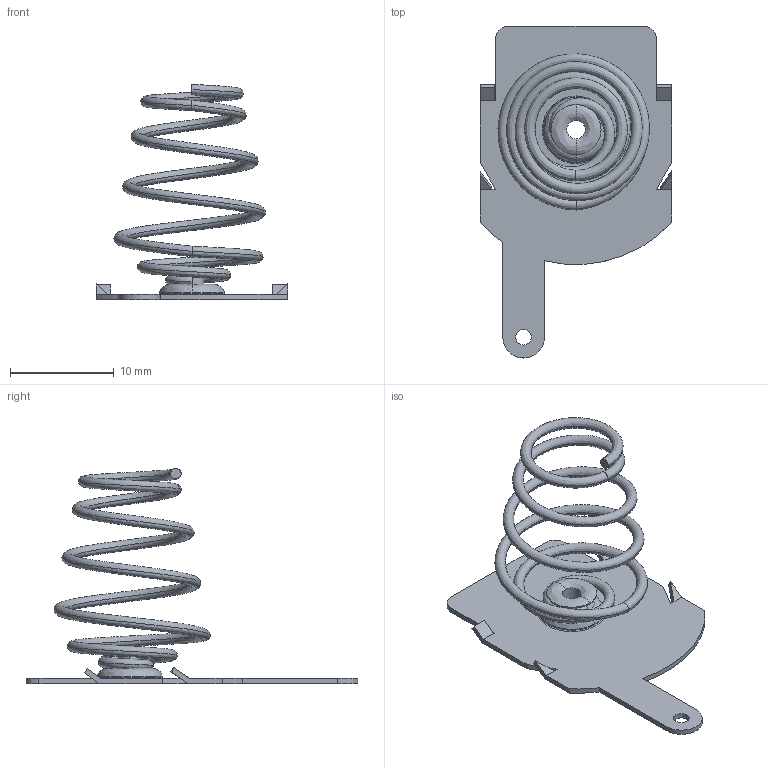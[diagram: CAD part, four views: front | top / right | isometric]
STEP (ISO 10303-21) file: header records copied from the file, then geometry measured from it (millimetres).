
FILE_DESCRIPTION (( 'STEP AP214' ), '1' );
FILE_NAME ('5251.STEP', '2024-07-15T10:41:02', ( '' ), ( '' ), 'SwSTEP 2.0', 'SolidWorks 2023', '' );
FILE_SCHEMA (( 'AUTOMOTIVE_DESIGN' ));
Length unit declared in the file: millimetre
Products named in the file (1): 5251
Bounding box: 18.5 x 32 x 20.75 mm (x, y, z)
Volume: 376.6 mm3; surface area: 1610.9 mm2
Topology: 3 solids, 3 shells, 82 faces, 206 edges, 132 vertices
Faces by surface type: plane 39, cylinder 21, bspline 18, cone 4
Entity records: 5330 total; most frequent: CARTESIAN_POINT 3204, ORIENTED_EDGE 412, DIRECTION 392, EDGE_CURVE 206, AXIS2_PLACEMENT_3D 143, VERTEX_POINT 132, VECTOR 106, LINE 106
